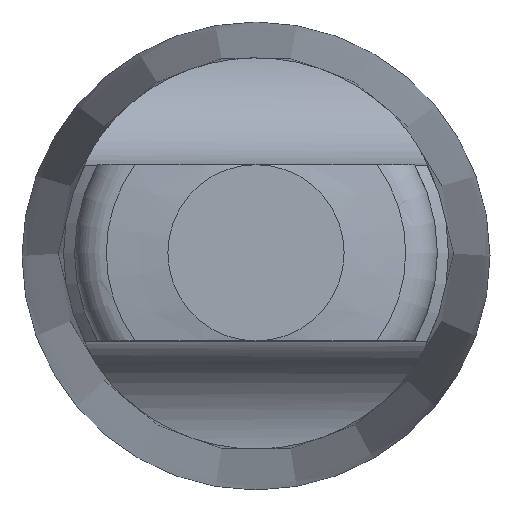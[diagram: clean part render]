
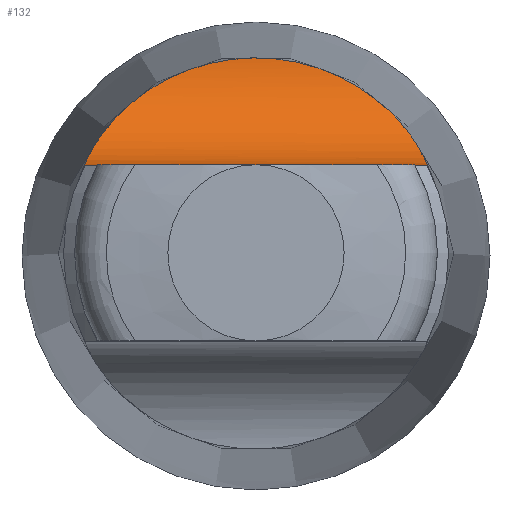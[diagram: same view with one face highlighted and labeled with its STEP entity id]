
A CAD part, top view. The second image highlights one B-rep face of the part: STEP entity #132.
In plain terms, the highlighted cylindrical face has radius 8 mm (diameter 16 mm), a partial arc.
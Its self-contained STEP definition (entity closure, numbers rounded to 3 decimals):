
#101=EDGE_CURVE('240[2]',#281,#277,#282,.T.);
#132=ADVANCED_FACE('240[2]',(#330),#331,.F.);
#160=EDGE_CURVE('240[2]',#277,#281,#367,.T.);
#277=VERTEX_POINT('',#514);
#281=VERTEX_POINT('',#520);
#282=B_SPLINE_CURVE_WITH_KNOTS('',3,(#521,#522,#523,#524,#525,#526,#527,#528,#529,#530,#531,#532,#533,#534,#535,#536,#537,#538,#539,#540,#541,#542,#543,#544,#545,#546,#547,#548,#549,#550,#551,#552,#553,#554,#555,#556,#557,#558,#559,#560,#561,#562,#563,#564,#565,#566,#567,#568,#569,#570,#571,#572,#573,#574,#575),.UNSPECIFIED.,.F.,.F.,(4,2,2,2,2,2,2,2,2,2,2,2,2,3,2,2,2,2,2,2,2,2,2,2,2,2,4),(-17.907,-17.813,-16.495,-15.177,-13.859,-12.541,-11.686,-10.831,-9.975,-9.12,-6.84,-4.56,-2.28,0.0,2.28,4.56,6.84,9.12,9.975,10.831,11.686,12.541,13.859,15.177,16.495,17.813,17.907),.UNSPECIFIED.);
#330=FACE_OUTER_BOUND('',#746,.T.);
#331=CYLINDRICAL_SURFACE('',#747,8.0);
#367=LINE('',#859,#860);
#514=CARTESIAN_POINT('',(11.556,5.95,101.499));
#520=CARTESIAN_POINT('',(-11.556,5.95,101.499));
#521=CARTESIAN_POINT('',(-11.556,5.95,101.499));
#522=CARTESIAN_POINT('',(-11.557,5.95,101.467));
#523=CARTESIAN_POINT('',(-11.558,5.95,101.435));
#524=CARTESIAN_POINT('',(-11.568,5.956,100.965));
#525=CARTESIAN_POINT('',(-11.56,5.998,100.51));
#526=CARTESIAN_POINT('',(-11.5,6.164,99.606));
#527=CARTESIAN_POINT('',(-11.447,6.287,99.157));
#528=CARTESIAN_POINT('',(-11.292,6.606,98.294));
#529=CARTESIAN_POINT('',(-11.189,6.801,97.881));
#530=CARTESIAN_POINT('',(-10.932,7.243,97.115));
#531=CARTESIAN_POINT('',(-10.778,7.489,96.764));
#532=CARTESIAN_POINT('',(-10.488,7.908,96.249));
#533=CARTESIAN_POINT('',(-10.358,8.087,96.049));
#534=CARTESIAN_POINT('',(-10.067,8.462,95.672));
#535=CARTESIAN_POINT('',(-9.906,8.658,95.494));
#536=CARTESIAN_POINT('',(-9.558,9.053,95.168));
#537=CARTESIAN_POINT('',(-9.371,9.252,95.019));
#538=CARTESIAN_POINT('',(-8.983,9.639,94.756));
#539=CARTESIAN_POINT('',(-8.782,9.826,94.641));
#540=CARTESIAN_POINT('',(-8.045,10.471,94.275));
#541=CARTESIAN_POINT('',(-7.437,10.921,94.082));
#542=CARTESIAN_POINT('',(-6.111,11.723,93.803));
#543=CARTESIAN_POINT('',(-5.393,12.074,93.717));
#544=CARTESIAN_POINT('',(-3.895,12.64,93.602));
#545=CARTESIAN_POINT('',(-3.115,12.856,93.573));
#546=CARTESIAN_POINT('',(-1.547,13.138,93.539));
#547=CARTESIAN_POINT('',(-0.76,13.205,93.534));
#548=CARTESIAN_POINT('',(0.,13.205,93.534));
#549=CARTESIAN_POINT('',(0.76,13.205,93.534));
#550=CARTESIAN_POINT('',(1.547,13.138,93.539));
#551=CARTESIAN_POINT('',(3.115,12.856,93.573));
#552=CARTESIAN_POINT('',(3.895,12.64,93.602));
#553=CARTESIAN_POINT('',(5.393,12.074,93.717));
#554=CARTESIAN_POINT('',(6.111,11.723,93.803));
#555=CARTESIAN_POINT('',(7.437,10.921,94.082));
#556=CARTESIAN_POINT('',(8.045,10.471,94.275));
#557=CARTESIAN_POINT('',(8.782,9.826,94.641));
#558=CARTESIAN_POINT('',(8.983,9.639,94.756));
#559=CARTESIAN_POINT('',(9.371,9.252,95.019));
#560=CARTESIAN_POINT('',(9.558,9.053,95.168));
#561=CARTESIAN_POINT('',(9.906,8.658,95.494));
#562=CARTESIAN_POINT('',(10.067,8.462,95.672));
#563=CARTESIAN_POINT('',(10.358,8.087,96.049));
#564=CARTESIAN_POINT('',(10.488,7.908,96.249));
#565=CARTESIAN_POINT('',(10.778,7.489,96.764));
#566=CARTESIAN_POINT('',(10.932,7.243,97.115));
#567=CARTESIAN_POINT('',(11.189,6.801,97.881));
#568=CARTESIAN_POINT('',(11.292,6.606,98.294));
#569=CARTESIAN_POINT('',(11.447,6.287,99.157));
#570=CARTESIAN_POINT('',(11.5,6.164,99.606));
#571=CARTESIAN_POINT('',(11.56,5.998,100.51));
#572=CARTESIAN_POINT('',(11.568,5.956,100.965));
#573=CARTESIAN_POINT('',(11.558,5.95,101.435));
#574=CARTESIAN_POINT('',(11.557,5.95,101.467));
#575=CARTESIAN_POINT('',(11.556,5.95,101.499));
#746=EDGE_LOOP('',(#1206,#1207));
#747=AXIS2_PLACEMENT_3D('',#1208,#1209,#1210);
#859=CARTESIAN_POINT('',(0.,5.95,101.499));
#860=VECTOR('',#1243,8.0);
#1206=ORIENTED_EDGE('',*,*,#101,.F.);
#1207=ORIENTED_EDGE('',*,*,#160,.F.);
#1208=CARTESIAN_POINT('',(0.,13.95,101.499));
#1209=DIRECTION('',(1.0,0.,0.));
#1210=DIRECTION('',(0.,-0.016,-1.));
#1243=DIRECTION('',(-1.0,0.,0.));
